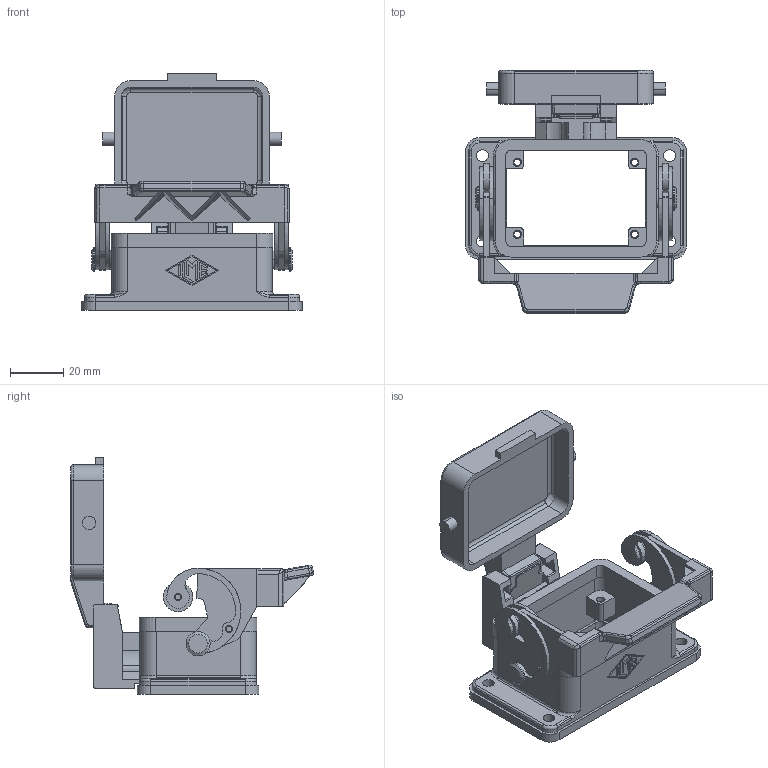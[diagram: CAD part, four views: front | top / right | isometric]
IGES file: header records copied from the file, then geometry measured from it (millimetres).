
Global section: file name: No Iges File Name specified; native system: AutoDesk Inventor R6.1; preprocessor: AutoDesk Inventor Iges Exporter R6.1; author: No Author specified; organization: No Organization specified; date: 20061220.171619; units: millimetre
Bounding box: 82.5 x 90.95 x 88.7 mm (x, y, z)
Volume: 60943.8 mm3; surface area: 40059 mm2
Topology: 2 solids, 5 shells, 688 faces, 1830 edges, 1176 vertices
Faces by surface type: plane 250, bspline 161, cylinder 150, revolution 95, torus 20, cone 6, sphere 6
